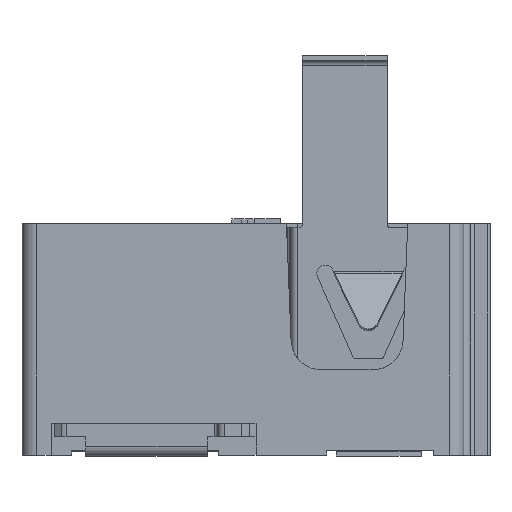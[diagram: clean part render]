
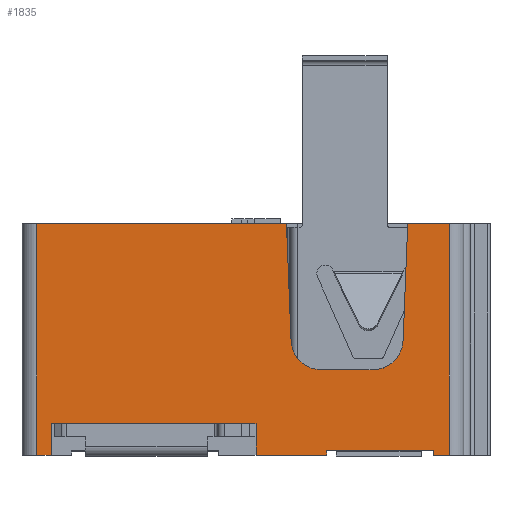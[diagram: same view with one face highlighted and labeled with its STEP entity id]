
A CAD part, top view. The second image highlights one B-rep face of the part: STEP entity #1835.
In plain terms, the highlighted planar face has unit normal (0, 0, 1).
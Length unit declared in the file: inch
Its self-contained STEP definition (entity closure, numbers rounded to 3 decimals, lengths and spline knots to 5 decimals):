
#148 = VERTEX_POINT ( 'NONE', #2894 ) ;
#185 = CARTESIAN_POINT ( 'NONE',  ( 0.396, 0.475, 0.1475 ) ) ;
#353 = CIRCLE ( 'NONE', #2781, 0.06165 ) ;
#416 = VERTEX_POINT ( 'NONE', #6879 ) ;
#424 = VERTEX_POINT ( 'NONE', #5179 ) ;
#630 = LINE ( 'NONE', #5399, #4733 ) ;
#634 = DIRECTION ( 'NONE',  ( 0., 1., 0. ) ) ;
#695 = ORIENTED_EDGE ( 'NONE', *, *, #1773, .F. ) ;
#748 = DIRECTION ( 'NONE',  ( 1., 0., 0. ) ) ;
#781 = EDGE_CURVE ( 'NONE', #3062, #148, #3800, .T. ) ;
#930 = CARTESIAN_POINT ( 'NONE',  ( 0.396, 0., 0.1475 ) ) ;
#936 = EDGE_LOOP ( 'NONE', ( #4083, #4321, #3039, #2392, #6199, #4126, #2095, #695, #2070, #2995, #4094, #6734, #4073, #5877, #5135, #5303, #3538, #7196 ) ) ;
#949 = EDGE_CURVE ( 'NONE', #5996, #2010, #2208, .T. ) ;
#1062 = LINE ( 'NONE', #2517, #5445 ) ;
#1084 = DIRECTION ( 'NONE',  ( 1., 0., 0. ) ) ;
#1115 = EDGE_CURVE ( 'NONE', #4223, #2359, #4331, .T. ) ;
#1161 = EDGE_CURVE ( 'NONE', #2359, #5996, #1294, .T. ) ;
#1162 = PLANE ( 'NONE',  #2829 ) ;
#1234 = CARTESIAN_POINT ( 'NONE',  ( 0., 0.065, 0.1475 ) ) ;
#1294 = LINE ( 'NONE', #5167, #3887 ) ;
#1330 = DIRECTION ( 'NONE',  ( 0., -1., 0. ) ) ;
#1476 = LINE ( 'NONE', #6180, #7376 ) ;
#1505 = VECTOR ( 'NONE', #3713, 39.37008 ) ;
#1516 = EDGE_CURVE ( 'NONE', #416, #6988, #6126, .T. ) ;
#1633 = CARTESIAN_POINT ( 'NONE',  ( 0.365, 0., 0.1475 ) ) ;
#1773 = EDGE_CURVE ( 'NONE', #7286, #4429, #1476, .T. ) ;
#1778 = DIRECTION ( 'NONE',  ( 0., 0., -1. ) ) ;
#1821 = DIRECTION ( 'NONE',  ( -1., 0., 0. ) ) ;
#1835 = ADVANCED_FACE ( 'NONE', ( #1929 ), #1162, .F. ) ;
#1869 = VECTOR ( 'NONE', #1084, 39.37008 ) ;
#1904 = CARTESIAN_POINT ( 'NONE',  ( 0.396, 0.475, 0.1475 ) ) ;
#1928 = CARTESIAN_POINT ( 'NONE',  ( 0.396, 0., 0.1475 ) ) ;
#1929 = FACE_OUTER_BOUND ( 'NONE', #936, .T. ) ;
#1959 = DIRECTION ( 'NONE',  ( 0., -1., 0. ) ) ;
#1975 = EDGE_CURVE ( 'NONE', #2520, #3261, #6515, .T. ) ;
#2010 = VERTEX_POINT ( 'NONE', #2965 ) ;
#2020 = CARTESIAN_POINT ( 'NONE',  ( 0.365, 0.009, 0.1475 ) ) ;
#2028 = VECTOR ( 'NONE', #3569, 39.37008 ) ;
#2031 = EDGE_CURVE ( 'NONE', #2010, #424, #1062, .T. ) ;
#2070 = ORIENTED_EDGE ( 'NONE', *, *, #3724, .F. ) ;
#2095 = ORIENTED_EDGE ( 'NONE', *, *, #4653, .F. ) ;
#2155 = DIRECTION ( 'NONE',  ( 1., 0., 0. ) ) ;
#2208 = CIRCLE ( 'NONE', #5790, 0.06165 ) ;
#2293 = VERTEX_POINT ( 'NONE', #7178 ) ;
#2359 = VERTEX_POINT ( 'NONE', #3873 ) ;
#2366 = CARTESIAN_POINT ( 'NONE',  ( 0.30176, 0.23454, 0.1475 ) ) ;
#2392 = ORIENTED_EDGE ( 'NONE', *, *, #5993, .F. ) ;
#2403 = LINE ( 'NONE', #1928, #6799 ) ;
#2516 = CARTESIAN_POINT ( 'NONE',  ( 0., 0., 0.1475 ) ) ;
#2517 = CARTESIAN_POINT ( 'NONE',  ( 0.13349, 0.17531, 0.1475 ) ) ;
#2520 = VERTEX_POINT ( 'NONE', #4028 ) ;
#2609 = DIRECTION ( 'NONE',  ( 1., 0., 0. ) ) ;
#2612 = CARTESIAN_POINT ( 'NONE',  ( 0.13349, 0.23696, 0.1475 ) ) ;
#2695 = CARTESIAN_POINT ( 'NONE',  ( -0.45, 0., 0.1475 ) ) ;
#2781 = AXIS2_PLACEMENT_3D ( 'NONE', #7337, #6227, #6811 ) ;
#2782 = EDGE_CURVE ( 'NONE', #6988, #148, #630, .T. ) ;
#2829 = AXIS2_PLACEMENT_3D ( 'NONE', #4056, #1778, #4107 ) ;
#2894 = CARTESIAN_POINT ( 'NONE',  ( 0.145, 0., 0.1475 ) ) ;
#2914 = CARTESIAN_POINT ( 'NONE',  ( 0.3112, 0.475, 0.1475 ) ) ;
#2965 = CARTESIAN_POINT ( 'NONE',  ( 0.13349, 0.17531, 0.1475 ) ) ;
#2995 = ORIENTED_EDGE ( 'NONE', *, *, #2031, .F. ) ;
#3039 = ORIENTED_EDGE ( 'NONE', *, *, #1516, .F. ) ;
#3062 = VERTEX_POINT ( 'NONE', #3968 ) ;
#3096 = VECTOR ( 'NONE', #7115, 39.37008 ) ;
#3153 = DIRECTION ( 'NONE',  ( 1., 0., 0. ) ) ;
#3261 = VERTEX_POINT ( 'NONE', #7063 ) ;
#3337 = VERTEX_POINT ( 'NONE', #1904 ) ;
#3378 = EDGE_CURVE ( 'NONE', #3337, #5659, #4902, .T. ) ;
#3382 = DIRECTION ( 'NONE',  ( 0.039, -0.999, 0. ) ) ;
#3451 = EDGE_CURVE ( 'NONE', #4223, #6231, #3734, .T. ) ;
#3536 = VECTOR ( 'NONE', #3777, 39.37008 ) ;
#3538 = ORIENTED_EDGE ( 'NONE', *, *, #5478, .F. ) ;
#3569 = DIRECTION ( 'NONE',  ( 1., 0., 0. ) ) ;
#3588 = CARTESIAN_POINT ( 'NONE',  ( 0.396, 0., 0.1475 ) ) ;
#3598 = CARTESIAN_POINT ( 'NONE',  ( -0.42, 0., 0.1475 ) ) ;
#3674 = EDGE_CURVE ( 'NONE', #6231, #3261, #7132, .T. ) ;
#3713 = DIRECTION ( 'NONE',  ( 0., -1., 0. ) ) ;
#3724 = EDGE_CURVE ( 'NONE', #424, #7286, #353, .T. ) ;
#3734 = LINE ( 'NONE', #4833, #3096 ) ;
#3777 = DIRECTION ( 'NONE',  ( -1., 0., 0. ) ) ;
#3780 = LINE ( 'NONE', #1234, #5742 ) ;
#3800 = LINE ( 'NONE', #3588, #2028 ) ;
#3873 = CARTESIAN_POINT ( 'NONE',  ( 0.06244, 0.475, 0.1475 ) ) ;
#3887 = VECTOR ( 'NONE', #3382, 39.37008 ) ;
#3902 = VECTOR ( 'NONE', #7173, 39.37008 ) ;
#3936 = CARTESIAN_POINT ( 'NONE',  ( 0.396, 0., 0.1475 ) ) ;
#3968 = CARTESIAN_POINT ( 'NONE',  ( 0., 0., 0.1475 ) ) ;
#4009 = EDGE_CURVE ( 'NONE', #3062, #2293, #4351, .T. ) ;
#4028 = CARTESIAN_POINT ( 'NONE',  ( -0.42, 0.065, 0.1475 ) ) ;
#4056 = CARTESIAN_POINT ( 'NONE',  ( 0.396, 0.475, 0.1475 ) ) ;
#4071 = CARTESIAN_POINT ( 'NONE',  ( 0.07189, 0.23454, 0.1475 ) ) ;
#4073 = ORIENTED_EDGE ( 'NONE', *, *, #1115, .F. ) ;
#4083 = ORIENTED_EDGE ( 'NONE', *, *, #781, .T. ) ;
#4094 = ORIENTED_EDGE ( 'NONE', *, *, #949, .F. ) ;
#4107 = DIRECTION ( 'NONE',  ( -1., 0., 0. ) ) ;
#4126 = ORIENTED_EDGE ( 'NONE', *, *, #3378, .F. ) ;
#4223 = VERTEX_POINT ( 'NONE', #5531 ) ;
#4311 = VERTEX_POINT ( 'NONE', #1633 ) ;
#4321 = ORIENTED_EDGE ( 'NONE', *, *, #2782, .F. ) ;
#4331 = LINE ( 'NONE', #6802, #6937 ) ;
#4351 = LINE ( 'NONE', #2516, #3902 ) ;
#4429 = VERTEX_POINT ( 'NONE', #2914 ) ;
#4653 = EDGE_CURVE ( 'NONE', #4429, #3337, #6775, .T. ) ;
#4663 = VECTOR ( 'NONE', #634, 39.37008 ) ;
#4733 = VECTOR ( 'NONE', #1959, 39.37008 ) ;
#4752 = LINE ( 'NONE', #6340, #4663 ) ;
#4833 = CARTESIAN_POINT ( 'NONE',  ( -0.45, 0.475, 0.1475 ) ) ;
#4902 = LINE ( 'NONE', #6643, #1505 ) ;
#5135 = ORIENTED_EDGE ( 'NONE', *, *, #3674, .T. ) ;
#5167 = CARTESIAN_POINT ( 'NONE',  ( 0.06244, 0.475, 0.1475 ) ) ;
#5179 = CARTESIAN_POINT ( 'NONE',  ( 0.24015, 0.17531, 0.1475 ) ) ;
#5303 = ORIENTED_EDGE ( 'NONE', *, *, #1975, .F. ) ;
#5399 = CARTESIAN_POINT ( 'NONE',  ( 0.145, 0.009, 0.1475 ) ) ;
#5445 = VECTOR ( 'NONE', #7104, 39.37008 ) ;
#5478 = EDGE_CURVE ( 'NONE', #2293, #2520, #3780, .T. ) ;
#5531 = CARTESIAN_POINT ( 'NONE',  ( -0.45, 0.475, 0.1475 ) ) ;
#5588 = DIRECTION ( 'NONE',  ( 0.039, 0.999, 0. ) ) ;
#5659 = VERTEX_POINT ( 'NONE', #930 ) ;
#5742 = VECTOR ( 'NONE', #1821, 39.37008 ) ;
#5790 = AXIS2_PLACEMENT_3D ( 'NONE', #2612, #6605, #3153 ) ;
#5877 = ORIENTED_EDGE ( 'NONE', *, *, #3451, .T. ) ;
#5993 = EDGE_CURVE ( 'NONE', #4311, #416, #4752, .T. ) ;
#5996 = VERTEX_POINT ( 'NONE', #4071 ) ;
#6063 = CARTESIAN_POINT ( 'NONE',  ( 0.145, 0.009, 0.1475 ) ) ;
#6126 = LINE ( 'NONE', #2020, #3536 ) ;
#6180 = CARTESIAN_POINT ( 'NONE',  ( 0.3112, 0.475, 0.1475 ) ) ;
#6199 = ORIENTED_EDGE ( 'NONE', *, *, #7350, .T. ) ;
#6227 = DIRECTION ( 'NONE',  ( 0., 0., 1. ) ) ;
#6231 = VERTEX_POINT ( 'NONE', #2695 ) ;
#6340 = CARTESIAN_POINT ( 'NONE',  ( 0.365, 0.009, 0.1475 ) ) ;
#6515 = LINE ( 'NONE', #3598, #6969 ) ;
#6605 = DIRECTION ( 'NONE',  ( 0., 0., 1. ) ) ;
#6643 = CARTESIAN_POINT ( 'NONE',  ( 0.396, 0.475, 0.1475 ) ) ;
#6685 = VECTOR ( 'NONE', #2609, 39.37008 ) ;
#6734 = ORIENTED_EDGE ( 'NONE', *, *, #1161, .F. ) ;
#6775 = LINE ( 'NONE', #185, #6685 ) ;
#6799 = VECTOR ( 'NONE', #748, 39.37008 ) ;
#6802 = CARTESIAN_POINT ( 'NONE',  ( 0.396, 0.475, 0.1475 ) ) ;
#6811 = DIRECTION ( 'NONE',  ( -1., 0., 0. ) ) ;
#6879 = CARTESIAN_POINT ( 'NONE',  ( 0.365, 0.009, 0.1475 ) ) ;
#6937 = VECTOR ( 'NONE', #2155, 39.37008 ) ;
#6969 = VECTOR ( 'NONE', #1330, 39.37008 ) ;
#6988 = VERTEX_POINT ( 'NONE', #6063 ) ;
#7063 = CARTESIAN_POINT ( 'NONE',  ( -0.42, 0., 0.1475 ) ) ;
#7104 = DIRECTION ( 'NONE',  ( 1., 0., 0. ) ) ;
#7115 = DIRECTION ( 'NONE',  ( 0., -1., 0. ) ) ;
#7132 = LINE ( 'NONE', #3936, #1869 ) ;
#7173 = DIRECTION ( 'NONE',  ( 0., 1., 0. ) ) ;
#7178 = CARTESIAN_POINT ( 'NONE',  ( 0., 0.065, 0.1475 ) ) ;
#7196 = ORIENTED_EDGE ( 'NONE', *, *, #4009, .F. ) ;
#7286 = VERTEX_POINT ( 'NONE', #2366 ) ;
#7337 = CARTESIAN_POINT ( 'NONE',  ( 0.24015, 0.23696, 0.1475 ) ) ;
#7350 = EDGE_CURVE ( 'NONE', #4311, #5659, #2403, .T. ) ;
#7376 = VECTOR ( 'NONE', #5588, 39.37008 ) ;
